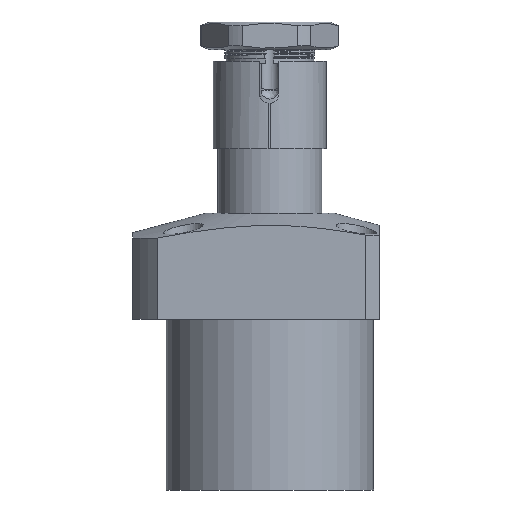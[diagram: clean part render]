
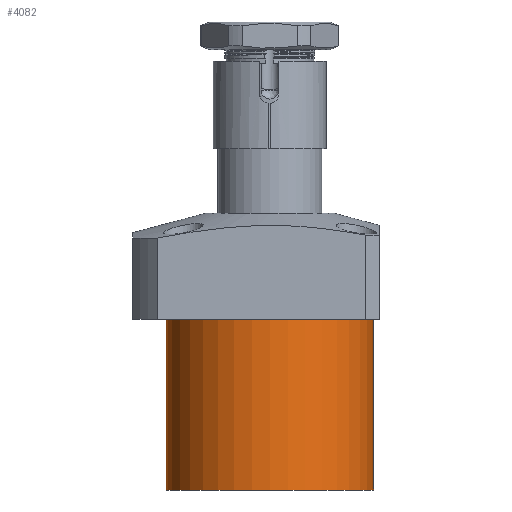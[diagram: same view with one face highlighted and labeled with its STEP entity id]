
A CAD part, front view. The second image highlights one B-rep face of the part: STEP entity #4082.
In plain terms, the highlighted cylindrical face has radius 45 mm (diameter 90 mm), a partial arc.
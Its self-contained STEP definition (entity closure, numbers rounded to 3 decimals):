
#530 = CIRCLE ( 'NONE', #5961, 45. ) ;
#816 = VERTEX_POINT ( 'NONE', #5009 ) ;
#1232 = CARTESIAN_POINT ( 'NONE',  ( -45., 0., -74. ) ) ;
#1256 = DIRECTION ( 'NONE',  ( 1., 0., 0. ) ) ;
#1318 = DIRECTION ( 'NONE',  ( 1., 0., 0. ) ) ;
#1414 = FACE_OUTER_BOUND ( 'NONE', #13157, .T. ) ;
#1487 = DIRECTION ( 'NONE',  ( 0., 0., 1. ) ) ;
#1610 = ORIENTED_EDGE ( 'NONE', *, *, #11254, .F. ) ;
#1657 = VERTEX_POINT ( 'NONE', #1858 ) ;
#1814 = LINE ( 'NONE', #6570, #10868 ) ;
#1858 = CARTESIAN_POINT ( 'NONE',  ( 45., 0., -74. ) ) ;
#2418 = ORIENTED_EDGE ( 'NONE', *, *, #10944, .T. ) ;
#3263 = DIRECTION ( 'NONE',  ( 0., 0., -1. ) ) ;
#3809 = CARTESIAN_POINT ( 'NONE',  ( 45., 0., -74. ) ) ;
#3855 = VERTEX_POINT ( 'NONE', #1232 ) ;
#4082 = ADVANCED_FACE ( 'NONE', ( #1414 ), #7360, .T. ) ;
#4135 = ORIENTED_EDGE ( 'NONE', *, *, #12005, .T. ) ;
#4421 = EDGE_CURVE ( 'NONE', #11974, #816, #13197, .T. ) ;
#4576 = DIRECTION ( 'NONE',  ( 0., 0., 1. ) ) ;
#5009 = CARTESIAN_POINT ( 'NONE',  ( -45., 0., 0. ) ) ;
#5961 = AXIS2_PLACEMENT_3D ( 'NONE', #6618, #1487, #8688 ) ;
#6570 = CARTESIAN_POINT ( 'NONE',  ( -45., 0., -74. ) ) ;
#6618 = CARTESIAN_POINT ( 'NONE',  ( 0., 0., -74. ) ) ;
#7043 = ORIENTED_EDGE ( 'NONE', *, *, #4421, .T. ) ;
#7360 = CYLINDRICAL_SURFACE ( 'NONE', #12307, 45. ) ;
#7404 = CARTESIAN_POINT ( 'NONE',  ( 0., 0., 0. ) ) ;
#8071 = VECTOR ( 'NONE', #11009, 1000. ) ;
#8688 = DIRECTION ( 'NONE',  ( 1., 0., 0. ) ) ;
#10868 = VECTOR ( 'NONE', #12606, 1000. ) ;
#10944 = EDGE_CURVE ( 'NONE', #1657, #11974, #13294, .T. ) ;
#11009 = DIRECTION ( 'NONE',  ( 0., 0., 1. ) ) ;
#11254 = EDGE_CURVE ( 'NONE', #3855, #816, #1814, .T. ) ;
#11800 = AXIS2_PLACEMENT_3D ( 'NONE', #7404, #3263, #1256 ) ;
#11974 = VERTEX_POINT ( 'NONE', #12786 ) ;
#12005 = EDGE_CURVE ( 'NONE', #3855, #1657, #530, .T. ) ;
#12307 = AXIS2_PLACEMENT_3D ( 'NONE', #12740, #4576, #1318 ) ;
#12606 = DIRECTION ( 'NONE',  ( 0., 0., 1. ) ) ;
#12740 = CARTESIAN_POINT ( 'NONE',  ( 0., 0., -74. ) ) ;
#12786 = CARTESIAN_POINT ( 'NONE',  ( 45., 0., 0. ) ) ;
#13157 = EDGE_LOOP ( 'NONE', ( #1610, #4135, #2418, #7043 ) ) ;
#13197 = CIRCLE ( 'NONE', #11800, 45. ) ;
#13294 = LINE ( 'NONE', #3809, #8071 ) ;
